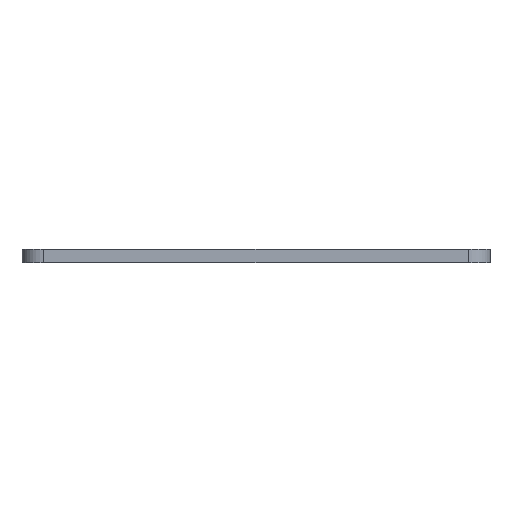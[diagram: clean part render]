
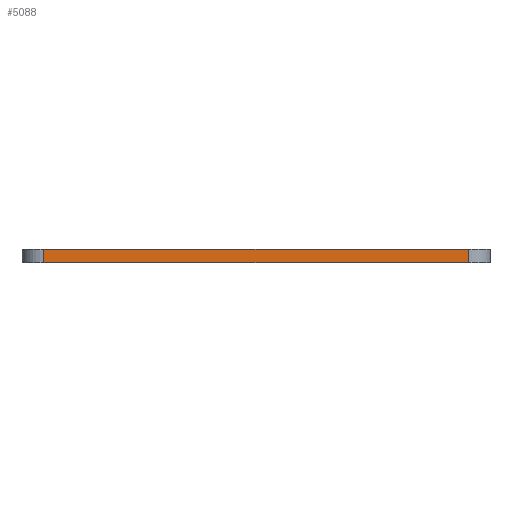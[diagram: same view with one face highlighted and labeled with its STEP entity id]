
A CAD part, left-side view. The second image highlights one B-rep face of the part: STEP entity #5088.
In plain terms, the highlighted planar face has unit normal (-1, 0, 0).
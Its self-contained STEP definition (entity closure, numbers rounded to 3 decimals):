
#84 = PLANE('',#85);
#85 = AXIS2_PLACEMENT_3D('',#86,#87,#88);
#86 = CARTESIAN_POINT('',(102.235,-112.395,1.6));
#87 = DIRECTION('',(0.,0.,1.));
#88 = DIRECTION('',(1.,0.,-0.));
#139 = PLANE('',#140);
#140 = AXIS2_PLACEMENT_3D('',#141,#142,#143);
#141 = CARTESIAN_POINT('',(102.235,-112.395,0.));
#142 = DIRECTION('',(0.,0.,1.));
#143 = DIRECTION('',(1.,0.,-0.));
#248 = CYLINDRICAL_SURFACE('',#249,2.54);
#249 = AXIS2_PLACEMENT_3D('',#250,#251,#252);
#250 = CARTESIAN_POINT('',(66.04,-87.63,0.));
#251 = DIRECTION('',(-0.,-0.,-1.));
#252 = DIRECTION('',(1.,0.,-0.));
#309 = VERTEX_POINT('',#310);
#310 = CARTESIAN_POINT('',(63.5,-87.63,0.));
#332 = EDGE_CURVE('',#333,#309,#335,.T.);
#333 = VERTEX_POINT('',#334);
#334 = CARTESIAN_POINT('',(63.5,-137.16,0.));
#335 = SURFACE_CURVE('',#336,(#340,#347),.PCURVE_S1.);
#336 = LINE('',#337,#338);
#337 = CARTESIAN_POINT('',(63.5,-137.16,0.));
#338 = VECTOR('',#339,1.);
#339 = DIRECTION('',(0.,1.,0.));
#340 = PCURVE('',#139,#341);
#341 = DEFINITIONAL_REPRESENTATION('',(#342),#346);
#342 = LINE('',#343,#344);
#343 = CARTESIAN_POINT('',(-38.735,-24.765));
#344 = VECTOR('',#345,1.);
#345 = DIRECTION('',(0.,1.));
#346 = ( GEOMETRIC_REPRESENTATION_CONTEXT(2) 
PARAMETRIC_REPRESENTATION_CONTEXT() REPRESENTATION_CONTEXT('2D SPACE',''
  ) );
#347 = PCURVE('',#348,#353);
#348 = PLANE('',#349);
#349 = AXIS2_PLACEMENT_3D('',#350,#351,#352);
#350 = CARTESIAN_POINT('',(63.5,-137.16,0.));
#351 = DIRECTION('',(-1.,0.,0.));
#352 = DIRECTION('',(0.,1.,0.));
#353 = DEFINITIONAL_REPRESENTATION('',(#354),#358);
#354 = LINE('',#355,#356);
#355 = CARTESIAN_POINT('',(0.,0.));
#356 = VECTOR('',#357,1.);
#357 = DIRECTION('',(1.,0.));
#358 = ( GEOMETRIC_REPRESENTATION_CONTEXT(2) 
PARAMETRIC_REPRESENTATION_CONTEXT() REPRESENTATION_CONTEXT('2D SPACE',''
  ) );
#377 = CYLINDRICAL_SURFACE('',#378,2.54);
#378 = AXIS2_PLACEMENT_3D('',#379,#380,#381);
#379 = CARTESIAN_POINT('',(66.04,-137.16,0.));
#380 = DIRECTION('',(-0.,-0.,-1.));
#381 = DIRECTION('',(1.,0.,-0.));
#2864 = VERTEX_POINT('',#2865);
#2865 = CARTESIAN_POINT('',(63.5,-87.63,1.6));
#2887 = EDGE_CURVE('',#2888,#2864,#2890,.T.);
#2888 = VERTEX_POINT('',#2889);
#2889 = CARTESIAN_POINT('',(63.5,-137.16,1.6));
#2890 = SURFACE_CURVE('',#2891,(#2895,#2902),.PCURVE_S1.);
#2891 = LINE('',#2892,#2893);
#2892 = CARTESIAN_POINT('',(63.5,-137.16,1.6));
#2893 = VECTOR('',#2894,1.);
#2894 = DIRECTION('',(0.,1.,0.));
#2895 = PCURVE('',#84,#2896);
#2896 = DEFINITIONAL_REPRESENTATION('',(#2897),#2901);
#2897 = LINE('',#2898,#2899);
#2898 = CARTESIAN_POINT('',(-38.735,-24.765));
#2899 = VECTOR('',#2900,1.);
#2900 = DIRECTION('',(0.,1.));
#2901 = ( GEOMETRIC_REPRESENTATION_CONTEXT(2) 
PARAMETRIC_REPRESENTATION_CONTEXT() REPRESENTATION_CONTEXT('2D SPACE',''
  ) );
#2902 = PCURVE('',#348,#2903);
#2903 = DEFINITIONAL_REPRESENTATION('',(#2904),#2908);
#2904 = LINE('',#2905,#2906);
#2905 = CARTESIAN_POINT('',(0.,-1.6));
#2906 = VECTOR('',#2907,1.);
#2907 = DIRECTION('',(1.,0.));
#2908 = ( GEOMETRIC_REPRESENTATION_CONTEXT(2) 
PARAMETRIC_REPRESENTATION_CONTEXT() REPRESENTATION_CONTEXT('2D SPACE',''
  ) );
#5040 = EDGE_CURVE('',#309,#2864,#5041,.T.);
#5041 = SURFACE_CURVE('',#5042,(#5046,#5053),.PCURVE_S1.);
#5042 = LINE('',#5043,#5044);
#5043 = CARTESIAN_POINT('',(63.5,-87.63,0.));
#5044 = VECTOR('',#5045,1.);
#5045 = DIRECTION('',(0.,0.,1.));
#5046 = PCURVE('',#248,#5047);
#5047 = DEFINITIONAL_REPRESENTATION('',(#5048),#5052);
#5048 = LINE('',#5049,#5050);
#5049 = CARTESIAN_POINT('',(-3.142,0.));
#5050 = VECTOR('',#5051,1.);
#5051 = DIRECTION('',(-0.,-1.));
#5052 = ( GEOMETRIC_REPRESENTATION_CONTEXT(2) 
PARAMETRIC_REPRESENTATION_CONTEXT() REPRESENTATION_CONTEXT('2D SPACE',''
  ) );
#5053 = PCURVE('',#348,#5054);
#5054 = DEFINITIONAL_REPRESENTATION('',(#5055),#5059);
#5055 = LINE('',#5056,#5057);
#5056 = CARTESIAN_POINT('',(49.53,0.));
#5057 = VECTOR('',#5058,1.);
#5058 = DIRECTION('',(0.,-1.));
#5059 = ( GEOMETRIC_REPRESENTATION_CONTEXT(2) 
PARAMETRIC_REPRESENTATION_CONTEXT() REPRESENTATION_CONTEXT('2D SPACE',''
  ) );
#5088 = ADVANCED_FACE('',(#5089),#348,.T.);
#5089 = FACE_BOUND('',#5090,.T.);
#5090 = EDGE_LOOP('',(#5091,#5112,#5113,#5114));
#5091 = ORIENTED_EDGE('',*,*,#5092,.T.);
#5092 = EDGE_CURVE('',#333,#2888,#5093,.T.);
#5093 = SURFACE_CURVE('',#5094,(#5098,#5105),.PCURVE_S1.);
#5094 = LINE('',#5095,#5096);
#5095 = CARTESIAN_POINT('',(63.5,-137.16,0.));
#5096 = VECTOR('',#5097,1.);
#5097 = DIRECTION('',(0.,0.,1.));
#5098 = PCURVE('',#348,#5099);
#5099 = DEFINITIONAL_REPRESENTATION('',(#5100),#5104);
#5100 = LINE('',#5101,#5102);
#5101 = CARTESIAN_POINT('',(0.,0.));
#5102 = VECTOR('',#5103,1.);
#5103 = DIRECTION('',(0.,-1.));
#5104 = ( GEOMETRIC_REPRESENTATION_CONTEXT(2) 
PARAMETRIC_REPRESENTATION_CONTEXT() REPRESENTATION_CONTEXT('2D SPACE',''
  ) );
#5105 = PCURVE('',#377,#5106);
#5106 = DEFINITIONAL_REPRESENTATION('',(#5107),#5111);
#5107 = LINE('',#5108,#5109);
#5108 = CARTESIAN_POINT('',(-3.142,0.));
#5109 = VECTOR('',#5110,1.);
#5110 = DIRECTION('',(-0.,-1.));
#5111 = ( GEOMETRIC_REPRESENTATION_CONTEXT(2) 
PARAMETRIC_REPRESENTATION_CONTEXT() REPRESENTATION_CONTEXT('2D SPACE',''
  ) );
#5112 = ORIENTED_EDGE('',*,*,#2887,.T.);
#5113 = ORIENTED_EDGE('',*,*,#5040,.F.);
#5114 = ORIENTED_EDGE('',*,*,#332,.F.);
